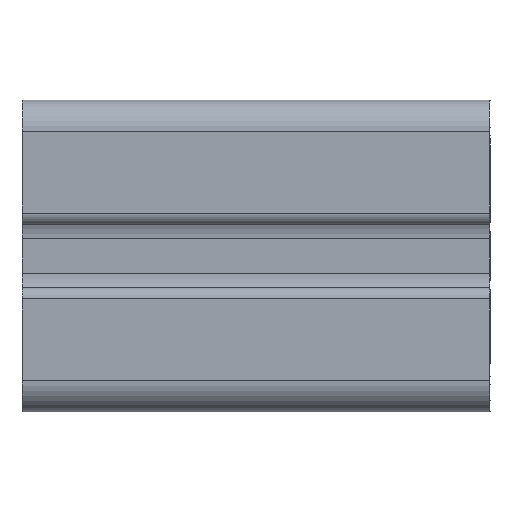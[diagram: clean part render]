
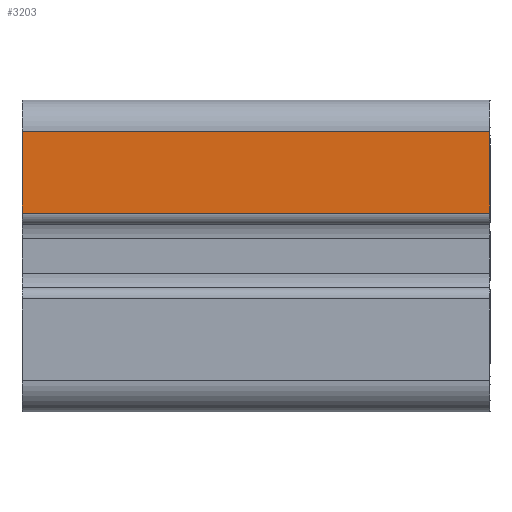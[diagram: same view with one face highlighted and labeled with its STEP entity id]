
A CAD part, left-side view. The second image highlights one B-rep face of the part: STEP entity #3203.
In plain terms, the highlighted planar face has unit normal (-1, 0, 0).
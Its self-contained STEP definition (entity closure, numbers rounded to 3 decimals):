
#224=FACE_OUTER_BOUND('',#394,.T.);
#394=EDGE_LOOP('',(#2618,#2619,#2620,#2621));
#495=LINE('',#4834,#786);
#667=LINE('',#5395,#958);
#668=LINE('',#5398,#959);
#669=LINE('',#5399,#960);
#786=VECTOR('',#3784,10.);
#958=VECTOR('',#4372,1000.);
#959=VECTOR('',#4375,1000.);
#960=VECTOR('',#4376,1000.);
#1327=VERTEX_POINT('',#4831);
#1328=VERTEX_POINT('',#4833);
#1509=VERTEX_POINT('',#5393);
#1510=VERTEX_POINT('',#5397);
#1653=EDGE_CURVE('',#1328,#1327,#495,.T.);
#1934=EDGE_CURVE('',#1327,#1509,#667,.T.);
#1935=EDGE_CURVE('',#1509,#1510,#668,.T.);
#1936=EDGE_CURVE('',#1328,#1510,#669,.T.);
#2618=ORIENTED_EDGE('',*,*,#1653,.T.);
#2619=ORIENTED_EDGE('',*,*,#1934,.T.);
#2620=ORIENTED_EDGE('',*,*,#1935,.T.);
#2621=ORIENTED_EDGE('',*,*,#1936,.F.);
#3075=PLANE('',#3543);
#3203=ADVANCED_FACE('',(#224),#3075,.F.);
#3543=AXIS2_PLACEMENT_3D('',#5396,#4373,#4374);
#3784=DIRECTION('',(0.,0.,1.));
#4372=DIRECTION('',(0.,1.,0.));
#4373=DIRECTION('center_axis',(1.,0.,0.));
#4374=DIRECTION('ref_axis',(0.,0.,
1.));
#4375=DIRECTION('',(0.,0.,-1.));
#4376=DIRECTION('',(0.,1.,0.));
#4831=CARTESIAN_POINT('',(0.,-80.,15.996));
#4833=CARTESIAN_POINT('',(0.,-80.,5.5));
#4834=CARTESIAN_POINT('',(0.,-80.,-5.5));
#5393=CARTESIAN_POINT('',(0.,-20.,15.996));
#5395=CARTESIAN_POINT('',(0.,-6020.,15.996));
#5396=CARTESIAN_POINT('Origin',(0.,-6020.,5.5));
#5397=CARTESIAN_POINT('',(0.,-20.,5.5));
#5398=CARTESIAN_POINT('',(0.,-20.,5.5));
#5399=CARTESIAN_POINT('',(0.,-6020.,5.5));
